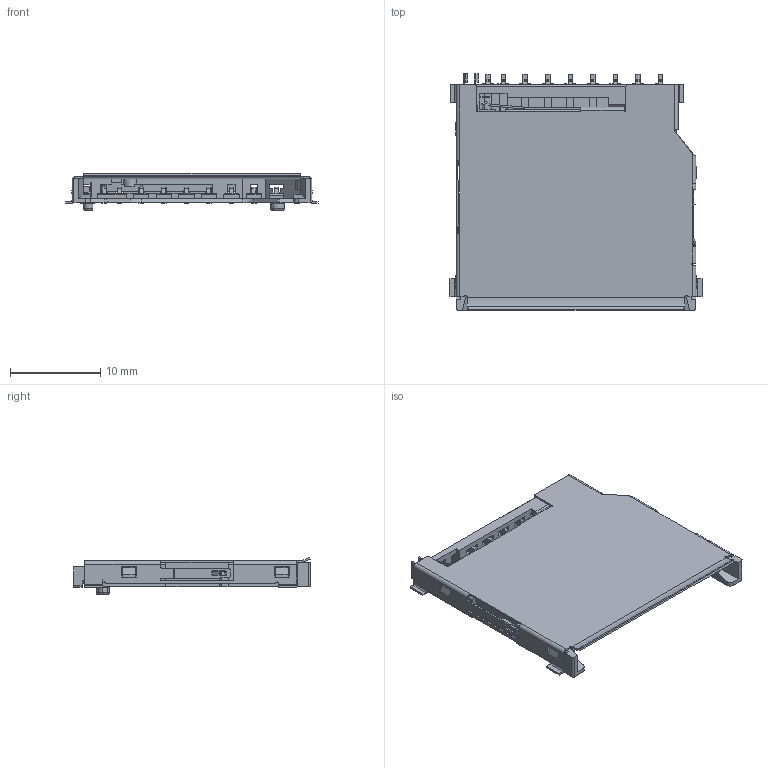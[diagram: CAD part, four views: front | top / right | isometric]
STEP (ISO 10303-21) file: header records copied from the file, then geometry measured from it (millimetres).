
FILE_DESCRIPTION((''),'2;1');
FILE_NAME('GSD09001XSEU','2022-07-13T16:22:32',('Andy.Chen'),(''),'CREO PARAMETRIC BY PTC INC, 2019344','CREO PARAMETRIC BY PTC INC, 2019344','');
FILE_SCHEMA(('CONFIG_CONTROL_DESIGN'));
Length unit declared in the file: millimetre
Products named in the file (1): GSD09001XSEU
Bounding box: 28 x 26.2 x 4.13 mm (x, y, z)
Volume: 3.9 mm3; surface area: 3188.9 mm2
Topology: 2 solids, 25 shells, 1630 faces, 5242 edges, 3591 vertices
Faces by surface type: plane 1157, cylinder 383, bspline 74, torus 12, cone 4
Entity records: 59659 total; most frequent: CARTESIAN_POINT 14644, ORIENTED_EDGE 9565, DIRECTION 8442, EDGE_CURVE 5242, VECTOR 4072, LINE 4072, VERTEX_POINT 3591, AXIS2_PLACEMENT_3D 2185
